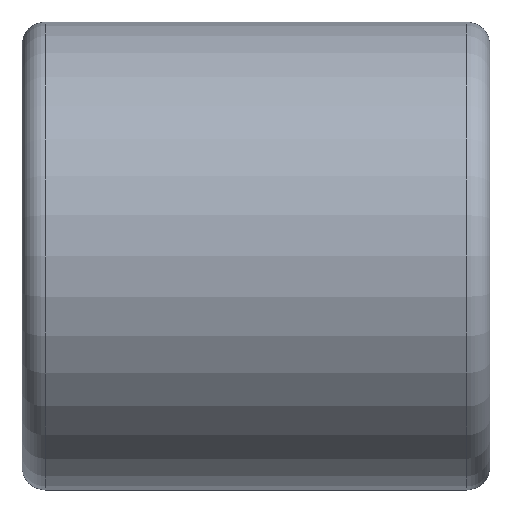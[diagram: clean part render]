
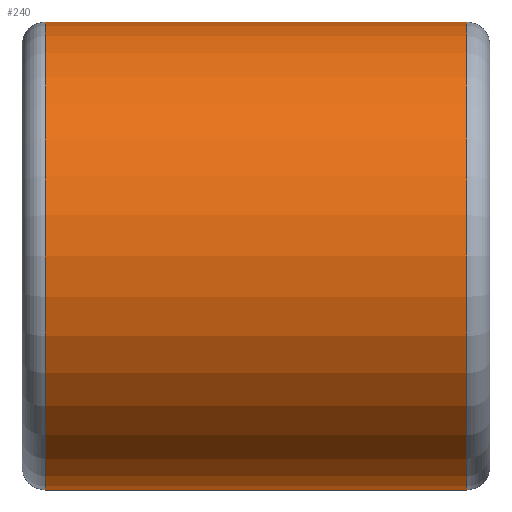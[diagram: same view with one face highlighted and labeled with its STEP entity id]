
A CAD part, left-side view. The second image highlights one B-rep face of the part: STEP entity #240.
In plain terms, the highlighted cylindrical face has radius 10 mm (diameter 20 mm), a partial arc.
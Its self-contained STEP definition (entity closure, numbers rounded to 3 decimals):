
#17 = CARTESIAN_POINT ( 'NONE',  ( 0., 9., 0. ) ) ;
#26 = CARTESIAN_POINT ( 'NONE',  ( 0., -9., 10. ) ) ;
#31 = DIRECTION ( 'NONE',  ( 0., -1., 0. ) ) ;
#41 = DIRECTION ( 'NONE',  ( 0., 0., -1. ) ) ;
#42 = VECTOR ( 'NONE', #286, 1000. ) ;
#57 = CARTESIAN_POINT ( 'NONE',  ( 0., -9., 0. ) ) ;
#96 = VERTEX_POINT ( 'NONE', #26 ) ;
#99 = CYLINDRICAL_SURFACE ( 'NONE', #250, 10. ) ;
#100 = DIRECTION ( 'NONE',  ( 0., 1., 0. ) ) ;
#108 = ORIENTED_EDGE ( 'NONE', *, *, #165, .T. ) ;
#109 = CIRCLE ( 'NONE', #113, 10. ) ;
#111 = DIRECTION ( 'NONE',  ( 0., 0., 1. ) ) ;
#113 = AXIS2_PLACEMENT_3D ( 'NONE', #17, #31, #41 ) ;
#120 = CIRCLE ( 'NONE', #408, 10. ) ;
#121 = ORIENTED_EDGE ( 'NONE', *, *, #174, .F. ) ;
#133 = CARTESIAN_POINT ( 'NONE',  ( 0., 9., -10. ) ) ;
#140 = VERTEX_POINT ( 'NONE', #287 ) ;
#141 = ORIENTED_EDGE ( 'NONE', *, *, #171, .T. ) ;
#145 = EDGE_LOOP ( 'NONE', ( #121, #146, #141, #108 ) ) ;
#146 = ORIENTED_EDGE ( 'NONE', *, *, #170, .T. ) ;
#154 = VECTOR ( 'NONE', #205, 1000. ) ;
#159 = LINE ( 'NONE', #194, #154 ) ;
#165 = EDGE_CURVE ( 'NONE', #140, #217, #109, .T. ) ;
#170 = EDGE_CURVE ( 'NONE', #284, #96, #120, .T. ) ;
#171 = EDGE_CURVE ( 'NONE', #96, #140, #159, .T. ) ;
#174 = EDGE_CURVE ( 'NONE', #284, #217, #244, .T. ) ;
#194 = CARTESIAN_POINT ( 'NONE',  ( 0., 33.565, 10. ) ) ;
#205 = DIRECTION ( 'NONE',  ( 0., 1., 0. ) ) ;
#217 = VERTEX_POINT ( 'NONE', #133 ) ;
#240 = ADVANCED_FACE ( 'NONE', ( #340 ), #99, .T. ) ;
#244 = LINE ( 'NONE', #253, #42 ) ;
#250 = AXIS2_PLACEMENT_3D ( 'NONE', #430, #437, #449 ) ;
#253 = CARTESIAN_POINT ( 'NONE',  ( 0., 33.565, -10. ) ) ;
#284 = VERTEX_POINT ( 'NONE', #414 ) ;
#286 = DIRECTION ( 'NONE',  ( 0., 1., 0. ) ) ;
#287 = CARTESIAN_POINT ( 'NONE',  ( 0., 9., 10. ) ) ;
#340 = FACE_OUTER_BOUND ( 'NONE', #145, .T. ) ;
#408 = AXIS2_PLACEMENT_3D ( 'NONE', #57, #100, #111 ) ;
#414 = CARTESIAN_POINT ( 'NONE',  ( 0., -9., -10. ) ) ;
#430 = CARTESIAN_POINT ( 'NONE',  ( 0., 33.565, 0. ) ) ;
#437 = DIRECTION ( 'NONE',  ( 0., 1., 0. ) ) ;
#449 = DIRECTION ( 'NONE',  ( 0., 0., 1. ) ) ;
